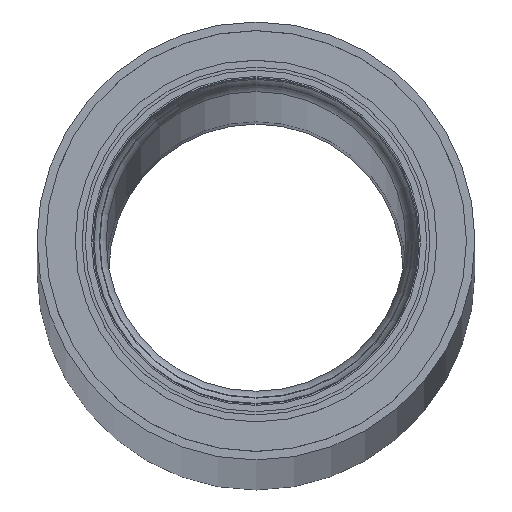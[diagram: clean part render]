
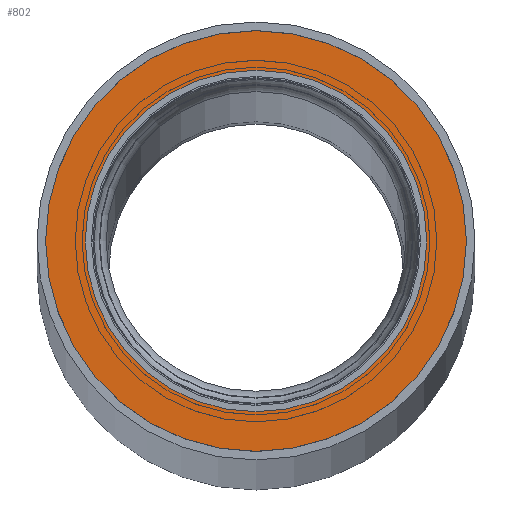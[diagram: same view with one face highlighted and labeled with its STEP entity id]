
A CAD part, top view. The second image highlights one B-rep face of the part: STEP entity #802.
In plain terms, the highlighted planar face has unit normal (0, 0, 1).
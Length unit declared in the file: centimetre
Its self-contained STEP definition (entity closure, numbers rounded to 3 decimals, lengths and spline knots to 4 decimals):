
#35=FACE_BOUND('',#232,.T.);
#51=PLANE('',#909);
#170=FACE_OUTER_BOUND('',#231,.T.);
#231=EDGE_LOOP('',(#662));
#232=EDGE_LOOP('',(#663));
#318=CIRCLE('',#906,49.);
#320=CIRCLE('',#910,39.7654);
#395=VERTEX_POINT('',#1507);
#397=VERTEX_POINT('',#1514);
#489=EDGE_CURVE('',#395,#395,#318,.T.);
#491=EDGE_CURVE('',#397,#397,#320,.T.);
#662=ORIENTED_EDGE('',*,*,#489,.T.);
#663=ORIENTED_EDGE('',*,*,#491,.T.);
#802=ADVANCED_FACE('',(#170,#35),#51,.T.);
#906=AXIS2_PLACEMENT_3D('',#1509,#1128,#1129);
#909=AXIS2_PLACEMENT_3D('',#1513,#1134,#1135);
#910=AXIS2_PLACEMENT_3D('',#1515,#1136,#1137);
#1128=DIRECTION('center_axis',(0.,0.,1.));
#1129=DIRECTION('ref_axis',(1.,0.,0.));
#1134=DIRECTION('center_axis',(0.,0.,1.));
#1135=DIRECTION('ref_axis',(-1.,0.,0.));
#1136=DIRECTION('center_axis',(0.,0.,-1.));
#1137=DIRECTION('ref_axis',(1.,0.,0.));
#1507=CARTESIAN_POINT('',(948.7095,899.4663,2024.4863));
#1509=CARTESIAN_POINT('Origin',(997.7095,899.4663,2024.4863));
#1513=CARTESIAN_POINT('Origin',(997.7095,899.4663,2024.4863));
#1514=CARTESIAN_POINT('',(997.7095,859.7009,2024.4863));
#1515=CARTESIAN_POINT('Origin',(997.7095,899.4663,2024.4863));
